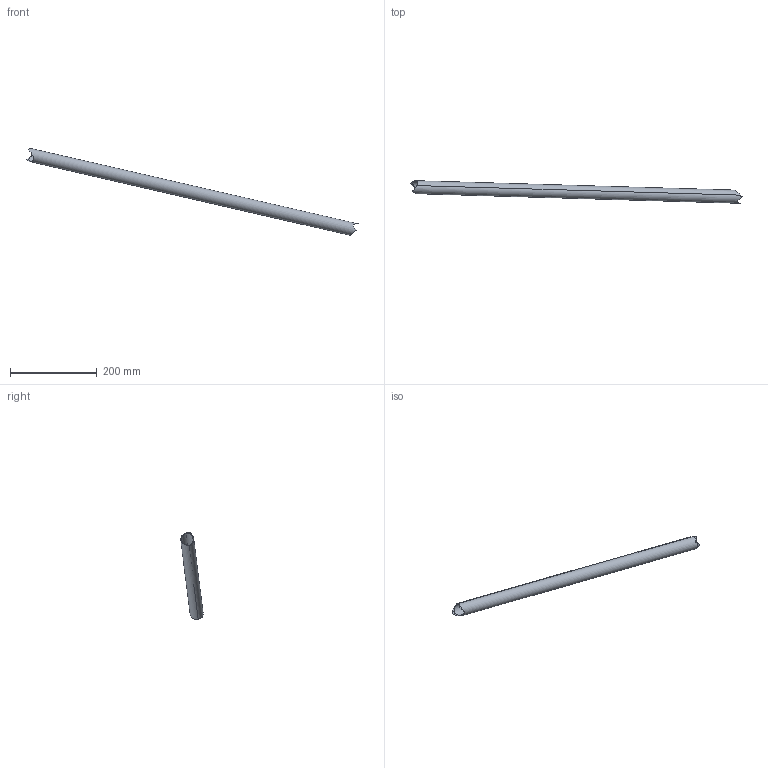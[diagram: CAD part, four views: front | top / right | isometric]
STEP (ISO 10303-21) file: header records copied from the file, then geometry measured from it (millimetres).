
FILE_DESCRIPTION(('STEP AP214'),'1');
FILE_NAME('4.stp','2018-02-08T14:34:28',(' '),(' '),'Spatial InterOp 3D',' ',' ');
FILE_SCHEMA(('automotive_design'));
Length unit declared in the file: metre
Products named in the file (1): Corps1
Bounding box: 765.67 x 51.85 x 200.07 mm (x, y, z)
Volume: 101993.9 mm3; surface area: 136525.9 mm2
Topology: 1 solids, 1 shells, 13 faces, 45 edges, 32 vertices
Faces by surface type: cylinder 10, extrusion 3
Entity records: 995 total; most frequent: CARTESIAN_POINT 500, ORIENTED_EDGE 90, DIRECTION 59, EDGE_CURVE 45, VERTEX_POINT 32, B_SPLINE_CURVE_WITH_KNOTS 26, AXIS2_PLACEMENT_3D 23, STYLED_ITEM 14
